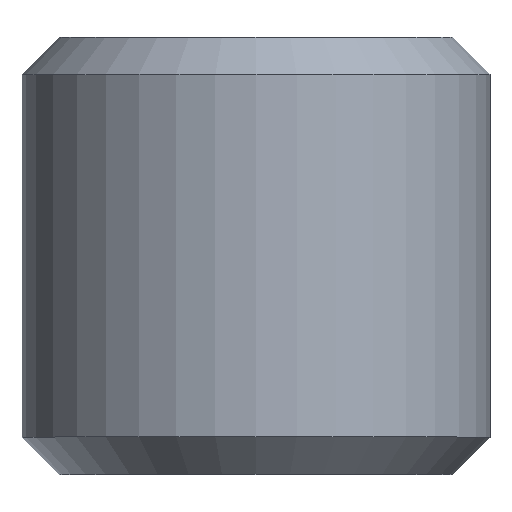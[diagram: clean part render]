
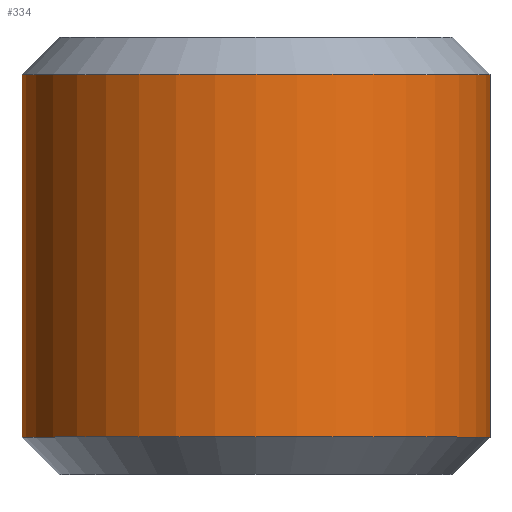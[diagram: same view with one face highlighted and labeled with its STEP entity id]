
A CAD part, top view. The second image highlights one B-rep face of the part: STEP entity #334.
In plain terms, the highlighted cylindrical face has radius 121.031 mm (diameter 242.062 mm), a partial arc.
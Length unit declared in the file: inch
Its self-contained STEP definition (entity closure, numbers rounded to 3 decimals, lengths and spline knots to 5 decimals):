
#170=CARTESIAN_POINT('',(0.,-3.69,0.));
#171=DIRECTION('',(0.,-1.,0.));
#172=DIRECTION('',(1.,0.,0.));
#173=AXIS2_PLACEMENT_3D('',#170,#171,#172);
#175=DIRECTION('',(0.,1.,0.));
#176=VECTOR('',#175,7.38);
#177=CARTESIAN_POINT('',(-4.765,-3.69,
0.));
#178=LINE('',#177,#176);
#179=CARTESIAN_POINT('',(0.,3.69,0.));
#180=DIRECTION('',(0.,1.,0.));
#181=DIRECTION('',(-1.,0.,0.));
#182=AXIS2_PLACEMENT_3D('',#179,#180,#181);
#197=DIRECTION('',(0.,1.,0.));
#198=VECTOR('',#197,7.38);
#199=CARTESIAN_POINT('',(4.765,-3.69,
0.));
#200=LINE('',#199,#198);
#218=CARTESIAN_POINT('',(-4.765,-3.69,0.));
#219=CARTESIAN_POINT('',(4.765,-3.69,0.));
#220=VERTEX_POINT('',#218);
#221=VERTEX_POINT('',#219);
#226=CARTESIAN_POINT('',(4.765,3.69,0.));
#227=CARTESIAN_POINT('',(-4.765,3.69,0.));
#228=VERTEX_POINT('',#226);
#229=VERTEX_POINT('',#227);
#320=CARTESIAN_POINT('',(0.,-4.45,0.));
#321=DIRECTION('',(0.,1.,0.));
#322=DIRECTION('',(1.,0.,0.));
#323=AXIS2_PLACEMENT_3D('',#320,#321,#322);
#324=CYLINDRICAL_SURFACE('',#323,4.765);
#326=ORIENTED_EDGE('',*,*,#325,.T.);
#328=ORIENTED_EDGE('',*,*,#327,.T.);
#329=ORIENTED_EDGE('',*,*,#314,.T.);
#331=ORIENTED_EDGE('',*,*,#330,.F.);
#332=EDGE_LOOP('',(#326,#328,#329,#331));
#333=FACE_OUTER_BOUND('',#332,.F.);
#174=CIRCLE('',#173,4.765);
#183=CIRCLE('',#182,4.765);
#314=EDGE_CURVE('',#229,#228,#183,.T.);
#325=EDGE_CURVE('',#221,#220,#174,.T.);
#327=EDGE_CURVE('',#220,#229,#178,.T.);
#330=EDGE_CURVE('',#221,#228,#200,.T.);
#334=ADVANCED_FACE('',(#333),#324,.T.);
